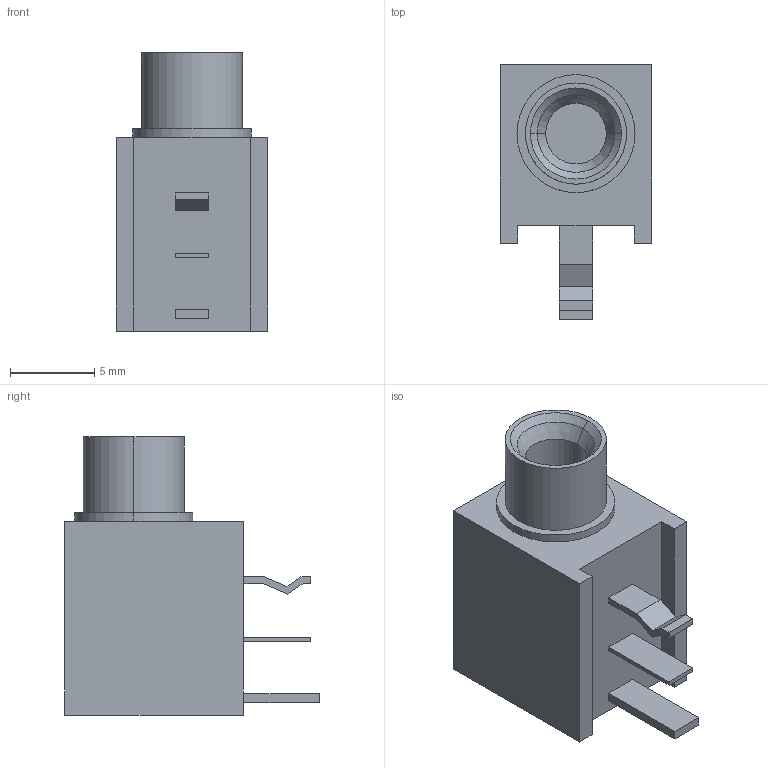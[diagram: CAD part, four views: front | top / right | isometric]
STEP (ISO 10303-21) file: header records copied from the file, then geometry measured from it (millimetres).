
FILE_DESCRIPTION (( 'STEP AP214' ), '1' );
FILE_NAME ('ASJ-125-3.stp', '2020-07-18T00:29:00', ( '' ), ( '' ), 'SwSTEP 2.0', 'SolidWorks 2015', '' );
FILE_SCHEMA (( 'AUTOMOTIVE_DESIGN' ));
Length unit declared in the file: millimetre
Products named in the file (1): ASJ-125-3
Bounding box: 9 x 15.1 x 16.5 mm (x, y, z)
Volume: 1115.8 mm3; surface area: 936.5 mm2
Topology: 5 solids, 5 shells, 47 faces, 104 edges, 68 vertices
Faces by surface type: plane 37, cylinder 6, cone 4
Entity records: 1873 total; most frequent: CARTESIAN_POINT 220, DIRECTION 216, ORIENTED_EDGE 208, EDGE_CURVE 104, VECTOR 88, LINE 88, VERTEX_POINT 68, AXIS2_PLACEMENT_3D 64
